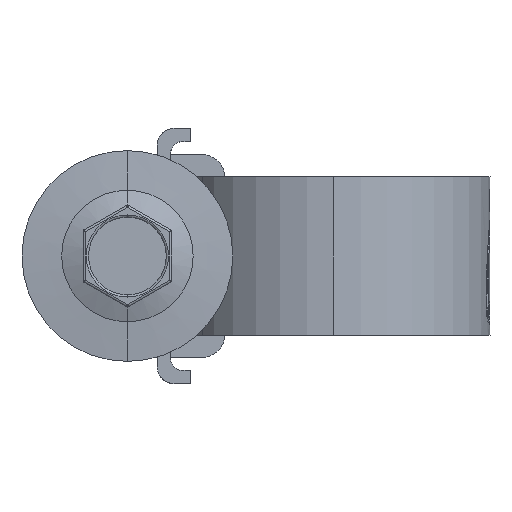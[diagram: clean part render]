
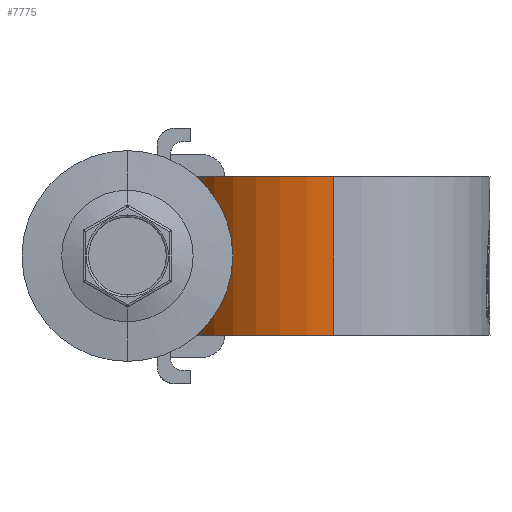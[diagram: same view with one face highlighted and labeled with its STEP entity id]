
A CAD part, left-side view. The second image highlights one B-rep face of the part: STEP entity #7775.
In plain terms, the highlighted cylindrical face has radius 14.08 mm (diameter 28.16 mm), a partial arc.
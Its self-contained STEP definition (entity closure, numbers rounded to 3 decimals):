
#208 = CARTESIAN_POINT ( 'NONE',  ( 0., 15.08, 7.145 ) ) ;
#245 = DIRECTION ( 'NONE',  ( 0., 0., 1. ) ) ;
#881 = VECTOR ( 'NONE', #8406, 1000. ) ;
#920 = ORIENTED_EDGE ( 'NONE', *, *, #10674, .T. ) ;
#1018 = CARTESIAN_POINT ( 'NONE',  ( 0., 1., 7.145 ) ) ;
#1522 = CARTESIAN_POINT ( 'NONE',  ( 0., 1., -7.145 ) ) ;
#1731 = VERTEX_POINT ( 'NONE', #3174 ) ;
#2025 = VERTEX_POINT ( 'NONE', #2732 ) ;
#2101 = CYLINDRICAL_SURFACE ( 'NONE', #5317, 14.08 ) ;
#2273 = DIRECTION ( 'NONE',  ( 1., 0., 0. ) ) ;
#2725 = DIRECTION ( 'NONE',  ( 0., 0., -1. ) ) ;
#2732 = CARTESIAN_POINT ( 'NONE',  ( 0., 15.08, -7.145 ) ) ;
#2885 = DIRECTION ( 'NONE',  ( 1., 0., 0. ) ) ;
#3161 = CARTESIAN_POINT ( 'NONE',  ( 0., 1., 7.145 ) ) ;
#3174 = CARTESIAN_POINT ( 'NONE',  ( 0., 15.08, 7.145 ) ) ;
#3325 = ORIENTED_EDGE ( 'NONE', *, *, #5294, .F. ) ;
#3512 = VECTOR ( 'NONE', #2725, 1000. ) ;
#3736 = CARTESIAN_POINT ( 'NONE',  ( -14.08, 1., 7.145 ) ) ;
#4881 = LINE ( 'NONE', #3736, #881 ) ;
#5103 = DIRECTION ( 'NONE',  ( 0., 0., 1. ) ) ;
#5294 = EDGE_CURVE ( 'NONE', #1731, #5442, #7208, .T. ) ;
#5317 = AXIS2_PLACEMENT_3D ( 'NONE', #3161, #6713, #9198 ) ;
#5442 = VERTEX_POINT ( 'NONE', #5821 ) ;
#5748 = CIRCLE ( 'NONE', #7398, 14.08 ) ;
#5799 = FACE_OUTER_BOUND ( 'NONE', #5892, .T. ) ;
#5821 = CARTESIAN_POINT ( 'NONE',  ( -14.08, 1., 7.145 ) ) ;
#5892 = EDGE_LOOP ( 'NONE', ( #10176, #3325, #8537, #920 ) ) ;
#6123 = AXIS2_PLACEMENT_3D ( 'NONE', #1018, #245, #2885 ) ;
#6292 = CARTESIAN_POINT ( 'NONE',  ( -14.08, 1., -7.145 ) ) ;
#6421 = EDGE_CURVE ( 'NONE', #1731, #2025, #8010, .T. ) ;
#6713 = DIRECTION ( 'NONE',  ( 0., 0., -1. ) ) ;
#7208 = CIRCLE ( 'NONE', #6123, 14.08 ) ;
#7398 = AXIS2_PLACEMENT_3D ( 'NONE', #1522, #5103, #2273 ) ;
#7775 = ADVANCED_FACE ( 'NONE', ( #5799 ), #2101, .T. ) ;
#8010 = LINE ( 'NONE', #208, #3512 ) ;
#8406 = DIRECTION ( 'NONE',  ( 0., 0., -1. ) ) ;
#8537 = ORIENTED_EDGE ( 'NONE', *, *, #6421, .T. ) ;
#9198 = DIRECTION ( 'NONE',  ( -1., 0., 0. ) ) ;
#10176 = ORIENTED_EDGE ( 'NONE', *, *, #10472, .F. ) ;
#10472 = EDGE_CURVE ( 'NONE', #5442, #10856, #4881, .T. ) ;
#10674 = EDGE_CURVE ( 'NONE', #2025, #10856, #5748, .T. ) ;
#10856 = VERTEX_POINT ( 'NONE', #6292 ) ;
